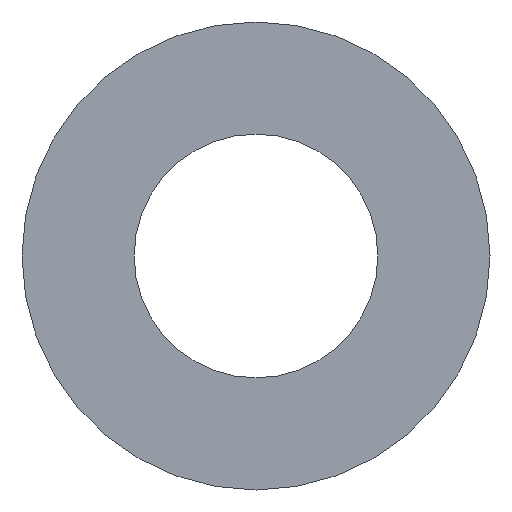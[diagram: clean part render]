
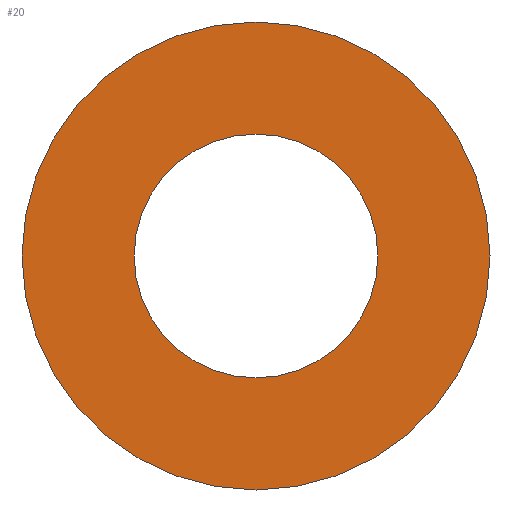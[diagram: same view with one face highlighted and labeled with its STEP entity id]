
A CAD part, front view. The second image highlights one B-rep face of the part: STEP entity #20.
In plain terms, the highlighted planar face has unit normal (0, -1, 0).
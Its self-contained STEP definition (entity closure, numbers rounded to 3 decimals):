
#2 = AXIS2_PLACEMENT_3D ( 'NONE', #162, #86, #98 ) ;
#12 = AXIS2_PLACEMENT_3D ( 'NONE', #21, #137, #197 ) ;
#15 = EDGE_LOOP ( 'NONE', ( #51, #24 ) ) ;
#16 = VERTEX_POINT ( 'NONE', #32 ) ;
#20 = ADVANCED_FACE ( 'NONE', ( #118, #47 ), #101, .F. ) ;
#21 = CARTESIAN_POINT ( 'NONE',  ( 0., 0., 0. ) ) ;
#23 = CIRCLE ( 'NONE', #185, 6. ) ;
#24 = ORIENTED_EDGE ( 'NONE', *, *, #66, .F. ) ;
#31 = CARTESIAN_POINT ( 'NONE',  ( 0., 0., 0. ) ) ;
#32 = CARTESIAN_POINT ( 'NONE',  ( 0., 0., -6. ) ) ;
#44 = EDGE_LOOP ( 'NONE', ( #63, #140 ) ) ;
#46 = CIRCLE ( 'NONE', #12, 3.125 ) ;
#47 = FACE_BOUND ( 'NONE', #44, .T. ) ;
#48 = CARTESIAN_POINT ( 'NONE',  ( 0., 0., -3.125 ) ) ;
#49 = CIRCLE ( 'NONE', #150, 3.125 ) ;
#50 = VERTEX_POINT ( 'NONE', #48 ) ;
#51 = ORIENTED_EDGE ( 'NONE', *, *, #75, .F. ) ;
#63 = ORIENTED_EDGE ( 'NONE', *, *, #146, .T. ) ;
#66 = EDGE_CURVE ( 'NONE', #130, #16, #119, .T. ) ;
#71 = CARTESIAN_POINT ( 'NONE',  ( 0., 0., 0. ) ) ;
#75 = EDGE_CURVE ( 'NONE', #16, #130, #23, .T. ) ;
#77 = DIRECTION ( 'NONE',  ( 0., 0., 1. ) ) ;
#86 = DIRECTION ( 'NONE',  ( 0., 1., 0. ) ) ;
#88 = DIRECTION ( 'NONE',  ( 0., 0., 1. ) ) ;
#90 = DIRECTION ( 'NONE',  ( 0., 1., 0. ) ) ;
#98 = DIRECTION ( 'NONE',  ( 0., 0., 1. ) ) ;
#100 = DIRECTION ( 'NONE',  ( 0., 1., 0. ) ) ;
#101 = PLANE ( 'NONE',  #2 ) ;
#115 = EDGE_CURVE ( 'NONE', #170, #50, #46, .T. ) ;
#118 = FACE_OUTER_BOUND ( 'NONE', #15, .T. ) ;
#119 = CIRCLE ( 'NONE', #141, 6. ) ;
#130 = VERTEX_POINT ( 'NONE', #135 ) ;
#132 = DIRECTION ( 'NONE',  ( 0., 0., 1. ) ) ;
#135 = CARTESIAN_POINT ( 'NONE',  ( 0., 0., 6. ) ) ;
#137 = DIRECTION ( 'NONE',  ( 0., 1., 0. ) ) ;
#140 = ORIENTED_EDGE ( 'NONE', *, *, #115, .T. ) ;
#141 = AXIS2_PLACEMENT_3D ( 'NONE', #71, #173, #88 ) ;
#146 = EDGE_CURVE ( 'NONE', #50, #170, #49, .T. ) ;
#149 = CARTESIAN_POINT ( 'NONE',  ( 0., 0., 3.125 ) ) ;
#150 = AXIS2_PLACEMENT_3D ( 'NONE', #178, #90, #77 ) ;
#162 = CARTESIAN_POINT ( 'NONE',  ( 0., 0., 0. ) ) ;
#170 = VERTEX_POINT ( 'NONE', #149 ) ;
#173 = DIRECTION ( 'NONE',  ( 0., 1., 0. ) ) ;
#178 = CARTESIAN_POINT ( 'NONE',  ( 0., 0., 0. ) ) ;
#185 = AXIS2_PLACEMENT_3D ( 'NONE', #31, #100, #132 ) ;
#197 = DIRECTION ( 'NONE',  ( 0., 0., 1. ) ) ;
